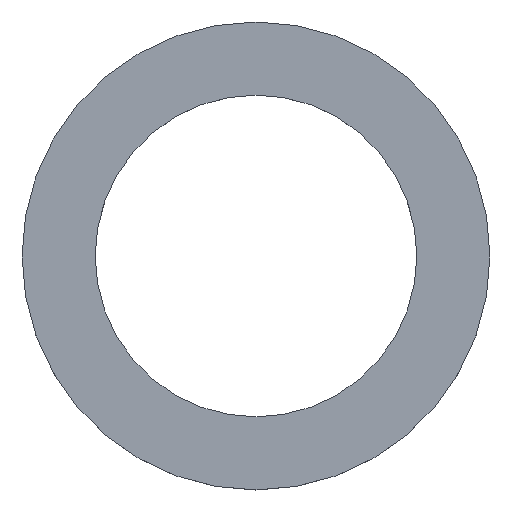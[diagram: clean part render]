
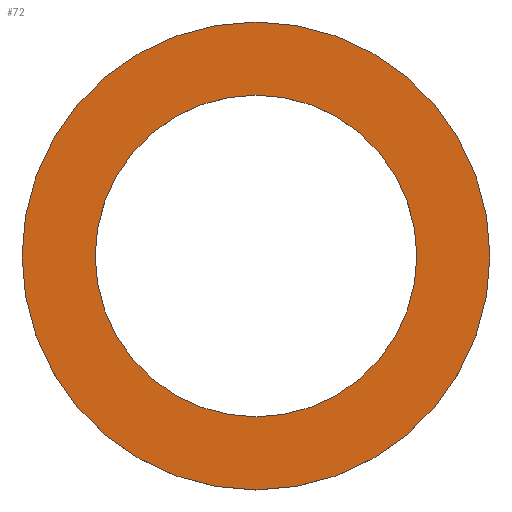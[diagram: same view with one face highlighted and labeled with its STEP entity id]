
A CAD part, top view. The second image highlights one B-rep face of the part: STEP entity #72.
In plain terms, the highlighted planar face has unit normal (0, 0, 1).
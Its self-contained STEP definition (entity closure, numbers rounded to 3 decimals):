
#3 = EDGE_CURVE ( 'NONE', #141, #157, #95, .T. ) ;
#5 = DIRECTION ( 'NONE',  ( 0., 0., 1. ) ) ;
#6 = EDGE_LOOP ( 'NONE', ( #172, #22 ) ) ;
#10 = AXIS2_PLACEMENT_3D ( 'NONE', #220, #206, #219 ) ;
#11 = CARTESIAN_POINT ( 'NONE',  ( -8., 0., 1. ) ) ;
#12 = DIRECTION ( 'NONE',  ( 1., 0., 0. ) ) ;
#13 = CARTESIAN_POINT ( 'NONE',  ( 0., 0., 1. ) ) ;
#20 = AXIS2_PLACEMENT_3D ( 'NONE', #147, #32, #224 ) ;
#22 = ORIENTED_EDGE ( 'NONE', *, *, #94, .T. ) ;
#23 = EDGE_LOOP ( 'NONE', ( #217, #137 ) ) ;
#32 = DIRECTION ( 'NONE',  ( 0., 0., 1. ) ) ;
#49 = DIRECTION ( 'NONE',  ( 0., 0., 1. ) ) ;
#60 = DIRECTION ( 'NONE',  ( 1., 0., 0. ) ) ;
#63 = AXIS2_PLACEMENT_3D ( 'NONE', #140, #5, #60 ) ;
#72 = ADVANCED_FACE ( 'NONE', ( #108, #144 ), #151, .T. ) ;
#94 = EDGE_CURVE ( 'NONE', #117, #96, #113, .T. ) ;
#95 = CIRCLE ( 'NONE', #63, 5.5 ) ;
#96 = VERTEX_POINT ( 'NONE', #11 ) ;
#105 = AXIS2_PLACEMENT_3D ( 'NONE', #185, #49, #12 ) ;
#106 = DIRECTION ( 'NONE',  ( 0., 0., 1. ) ) ;
#108 = FACE_OUTER_BOUND ( 'NONE', #6, .T. ) ;
#113 = CIRCLE ( 'NONE', #105, 8. ) ;
#117 = VERTEX_POINT ( 'NONE', #239 ) ;
#126 = EDGE_CURVE ( 'NONE', #96, #117, #198, .T. ) ;
#137 = ORIENTED_EDGE ( 'NONE', *, *, #143, .F. ) ;
#140 = CARTESIAN_POINT ( 'NONE',  ( 0., 0., 1. ) ) ;
#141 = VERTEX_POINT ( 'NONE', #236 ) ;
#143 = EDGE_CURVE ( 'NONE', #157, #141, #237, .T. ) ;
#144 = FACE_BOUND ( 'NONE', #23, .T. ) ;
#147 = CARTESIAN_POINT ( 'NONE',  ( 0., 0., 1. ) ) ;
#151 = PLANE ( 'NONE',  #10 ) ;
#157 = VERTEX_POINT ( 'NONE', #182 ) ;
#163 = AXIS2_PLACEMENT_3D ( 'NONE', #13, #106, #218 ) ;
#172 = ORIENTED_EDGE ( 'NONE', *, *, #126, .T. ) ;
#182 = CARTESIAN_POINT ( 'NONE',  ( 5.5, 0., 1. ) ) ;
#185 = CARTESIAN_POINT ( 'NONE',  ( 0., 0., 1. ) ) ;
#198 = CIRCLE ( 'NONE', #20, 8. ) ;
#206 = DIRECTION ( 'NONE',  ( 0., 0., 1. ) ) ;
#217 = ORIENTED_EDGE ( 'NONE', *, *, #3, .F. ) ;
#218 = DIRECTION ( 'NONE',  ( 1., 0., 0. ) ) ;
#219 = DIRECTION ( 'NONE',  ( 1., 0., 0. ) ) ;
#220 = CARTESIAN_POINT ( 'NONE',  ( 0., 0., 1. ) ) ;
#224 = DIRECTION ( 'NONE',  ( 1., 0., 0. ) ) ;
#236 = CARTESIAN_POINT ( 'NONE',  ( -5.5, 0., 1. ) ) ;
#237 = CIRCLE ( 'NONE', #163, 5.5 ) ;
#239 = CARTESIAN_POINT ( 'NONE',  ( 8., 0., 1. ) ) ;
